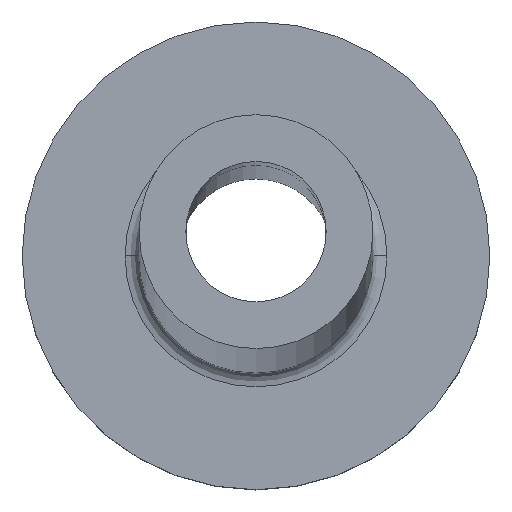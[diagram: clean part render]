
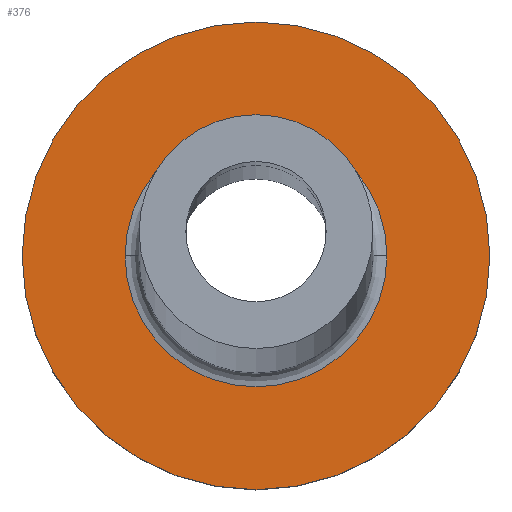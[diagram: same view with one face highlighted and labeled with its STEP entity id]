
A CAD part, top view. The second image highlights one B-rep face of the part: STEP entity #376.
In plain terms, the highlighted planar face has unit normal (0, 0, 1).
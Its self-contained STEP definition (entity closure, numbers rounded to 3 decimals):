
#22 = DIRECTION ( 'NONE',  ( 1., 0., 0. ) ) ;
#33 = EDGE_LOOP ( 'NONE', ( #360, #186 ) ) ;
#41 = CARTESIAN_POINT ( 'NONE',  ( 0., 0., 3. ) ) ;
#50 = CARTESIAN_POINT ( 'NONE',  ( -5., 0., 3. ) ) ;
#76 = EDGE_CURVE ( 'NONE', #245, #309, #404, .T. ) ;
#81 = ORIENTED_EDGE ( 'NONE', *, *, #76, .T. ) ;
#84 = DIRECTION ( 'NONE',  ( 0., 0., -1. ) ) ;
#114 = EDGE_CURVE ( 'NONE', #424, #184, #379, .T. ) ;
#120 = EDGE_LOOP ( 'NONE', ( #81, #289 ) ) ;
#134 = AXIS2_PLACEMENT_3D ( 'NONE', #288, #252, #392 ) ;
#143 = FACE_OUTER_BOUND ( 'NONE', #33, .T. ) ;
#184 = VERTEX_POINT ( 'NONE', #200 ) ;
#186 = ORIENTED_EDGE ( 'NONE', *, *, #393, .T. ) ;
#188 = AXIS2_PLACEMENT_3D ( 'NONE', #412, #339, #225 ) ;
#195 = AXIS2_PLACEMENT_3D ( 'NONE', #433, #84, #211 ) ;
#200 = CARTESIAN_POINT ( 'NONE',  ( 5., 0., 3. ) ) ;
#211 = DIRECTION ( 'NONE',  ( 1., 0., 0. ) ) ;
#225 = DIRECTION ( 'NONE',  ( 1., 0., 0. ) ) ;
#245 = VERTEX_POINT ( 'NONE', #277 ) ;
#246 = AXIS2_PLACEMENT_3D ( 'NONE', #271, #275, #22 ) ;
#252 = DIRECTION ( 'NONE',  ( 0., 0., 1. ) ) ;
#259 = CARTESIAN_POINT ( 'NONE',  ( -2.8, 0., 3. ) ) ;
#271 = CARTESIAN_POINT ( 'NONE',  ( 0., 0., 3. ) ) ;
#275 = DIRECTION ( 'NONE',  ( 0., 0., -1. ) ) ;
#277 = CARTESIAN_POINT ( 'NONE',  ( 2.8, 0., 3. ) ) ;
#288 = CARTESIAN_POINT ( 'NONE',  ( 0., 0., 3. ) ) ;
#289 = ORIENTED_EDGE ( 'NONE', *, *, #422, .T. ) ;
#296 = DIRECTION ( 'NONE',  ( 1., 0., 0. ) ) ;
#309 = VERTEX_POINT ( 'NONE', #259 ) ;
#327 = DIRECTION ( 'NONE',  ( 0., 0., 1. ) ) ;
#339 = DIRECTION ( 'NONE',  ( 0., 0., 1. ) ) ;
#360 = ORIENTED_EDGE ( 'NONE', *, *, #114, .T. ) ;
#364 = PLANE ( 'NONE',  #134 ) ;
#376 = ADVANCED_FACE ( 'NONE', ( #461, #143 ), #364, .T. ) ;
#379 = CIRCLE ( 'NONE', #441, 5. ) ;
#384 = CIRCLE ( 'NONE', #188, 5. ) ;
#392 = DIRECTION ( 'NONE',  ( 1., 0., 0. ) ) ;
#393 = EDGE_CURVE ( 'NONE', #184, #424, #384, .T. ) ;
#395 = CIRCLE ( 'NONE', #246, 2.8 ) ;
#404 = CIRCLE ( 'NONE', #195, 2.8 ) ;
#412 = CARTESIAN_POINT ( 'NONE',  ( 0., 0., 3. ) ) ;
#422 = EDGE_CURVE ( 'NONE', #309, #245, #395, .T. ) ;
#424 = VERTEX_POINT ( 'NONE', #50 ) ;
#433 = CARTESIAN_POINT ( 'NONE',  ( 0., 0., 3. ) ) ;
#441 = AXIS2_PLACEMENT_3D ( 'NONE', #41, #327, #296 ) ;
#461 = FACE_BOUND ( 'NONE', #120, .T. ) ;
